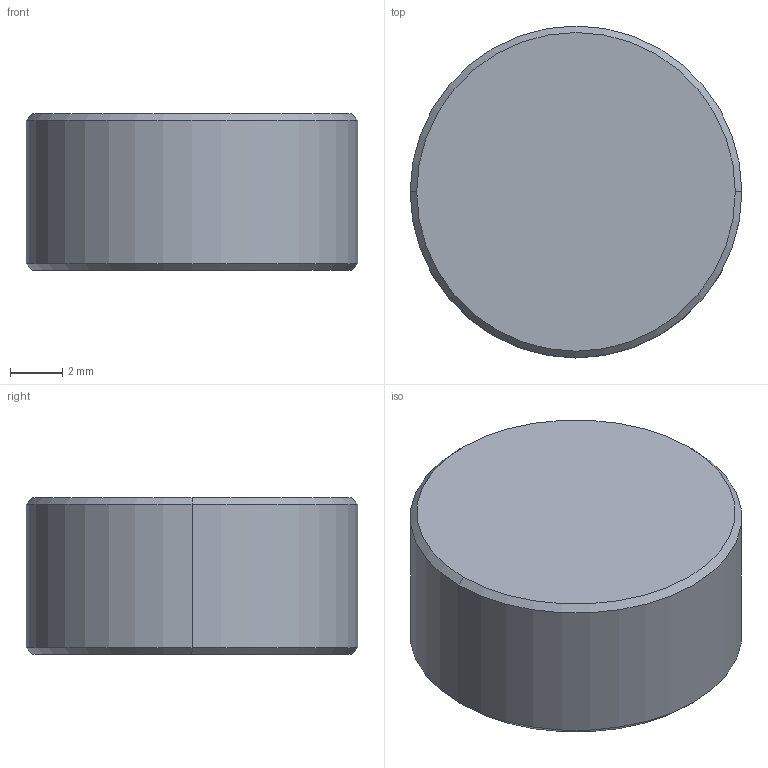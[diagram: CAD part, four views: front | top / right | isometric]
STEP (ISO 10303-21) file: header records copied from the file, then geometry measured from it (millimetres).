
FILE_DESCRIPTION (( 'STEP AP203' ), '1' );
FILE_NAME ('TTN045228-E0W.STEP', '2015-10-07T18:06:57', ( 'admin' ), ( '' ), 'SwSTEP 2.0', 'SolidWorks 2014', '' );
FILE_SCHEMA (( 'CONFIG_CONTROL_DESIGN' ));
Length unit declared in the file: millimetre
Products named in the file (1): TTN045228-E0W
Bounding box: 12.7 x 12.7 x 6 mm (x, y, z)
Volume: 757.6 mm3; surface area: 480.9 mm2
Topology: 1 solids, 1 shells, 194 faces, 509 edges, 338 vertices
Faces by surface type: plane 117, bspline 71, cone 4, cylinder 2
Entity records: 9788 total; most frequent: CARTESIAN_POINT 5401, ORIENTED_EDGE 1018, DIRECTION 623, EDGE_CURVE 509, LINE 359, VECTOR 359, VERTEX_POINT 338, EDGE_LOOP 215
